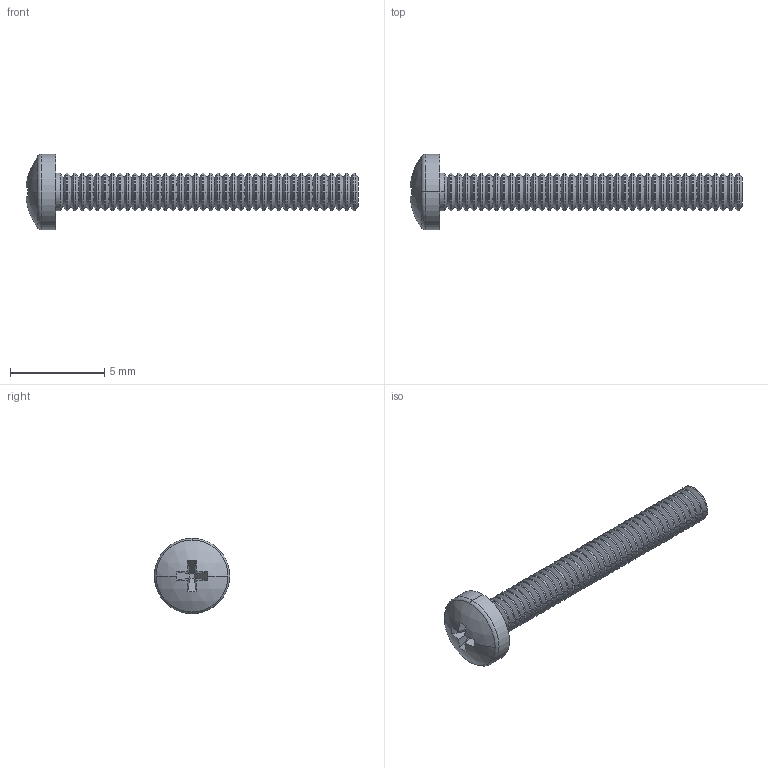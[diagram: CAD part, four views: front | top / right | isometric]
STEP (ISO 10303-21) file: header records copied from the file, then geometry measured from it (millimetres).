
FILE_DESCRIPTION (( 'STEP AP203' ), '1' );
FILE_NAME ('pan cross head_am_B18.6.7M - M2 x 0.4 x 16 Type I Cross Recessed PHMS --16S_sldprt.STEP', '2022-06-04T22:41:16', ( '' ), ( '' ), 'SwSTEP 2.0', 'SolidWorks 2021', '' );
FILE_SCHEMA (( 'CONFIG_CONTROL_DESIGN' ));
Length unit declared in the file: millimetre
Products named in the file (1): pan cross head_am_B18.6.7M - M2 x 0.4 x 16 Type I Cross Recessed PHMS --16S_sldprt
Bounding box: 17.58 x 4 x 4 mm (x, y, z)
Volume: 57.2 mm3; surface area: 183.3 mm2
Topology: 1 solids, 1 shells, 259 faces, 680 edges, 424 vertices
Faces by surface type: cone 158, cylinder 82, plane 15, torus 2, sphere 2
Entity records: 8191 total; most frequent: DIRECTION 1624, CARTESIAN_POINT 1364, ORIENTED_EDGE 1360, AXIS2_PLACEMENT_3D 684, EDGE_CURVE 680, CIRCLE 424, VERTEX_POINT 424, EDGE_LOOP 260
